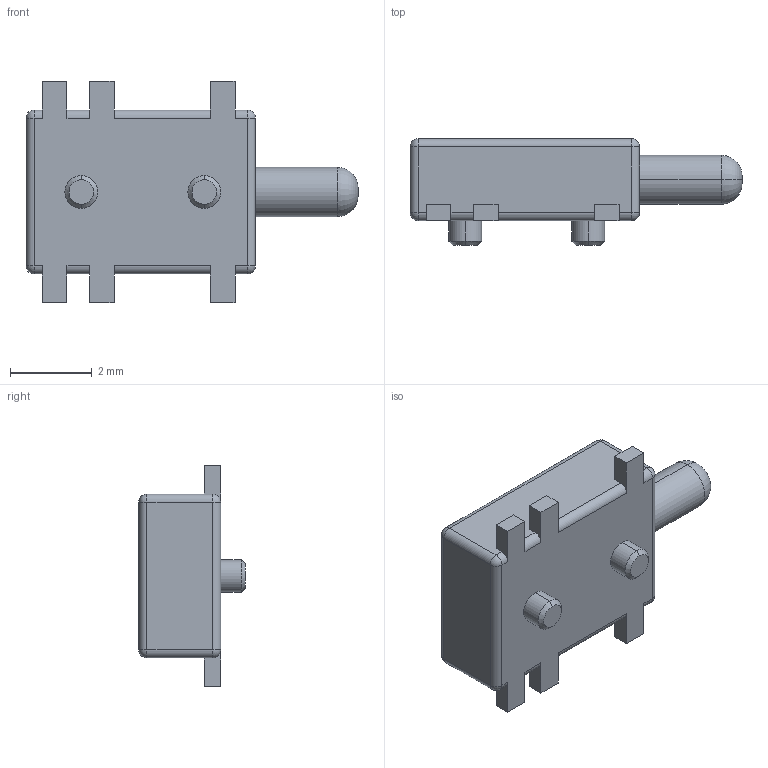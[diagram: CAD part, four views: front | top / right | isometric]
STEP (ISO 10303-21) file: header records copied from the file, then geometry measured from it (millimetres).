
FILE_DESCRIPTION (( 'STEP AP214' ), '1' );
FILE_NAME ('Tortsevaya_knopka_K5-1624SA-01.STEP', '2020-09-26T17:16:16', ( '' ), ( '' ), 'SwSTEP 2.0', 'SolidWorks 2020', '' );
FILE_SCHEMA (( 'AUTOMOTIVE_DESIGN' ));
Length unit declared in the file: millimetre
Products named in the file (1): Tortsevaya_knopka_K5-1624SA-01
Bounding box: 8.1 x 2.6 x 5.4 mm (x, y, z)
Volume: 48.7 mm3; surface area: 99.2 mm2
Topology: 1 solids, 1 shells, 71 faces, 176 edges, 102 vertices
Faces by surface type: plane 33, cylinder 24, sphere 8, cone 4, torus 2
Entity records: 2052 total; most frequent: DIRECTION 368, CARTESIAN_POINT 342, ORIENTED_EDGE 336, EDGE_CURVE 168, AXIS2_PLACEMENT_3D 128, LINE 112, VECTOR 112, VERTEX_POINT 102
